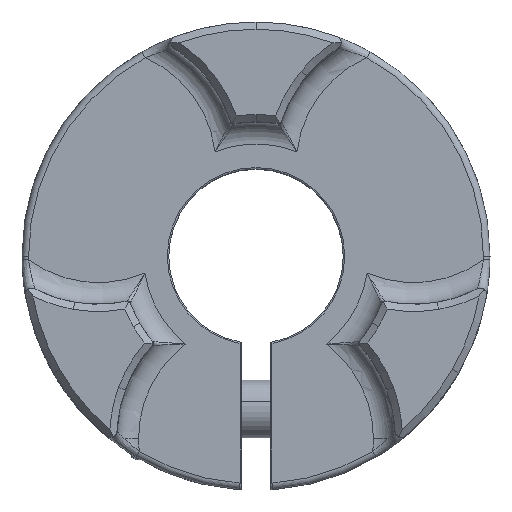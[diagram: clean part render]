
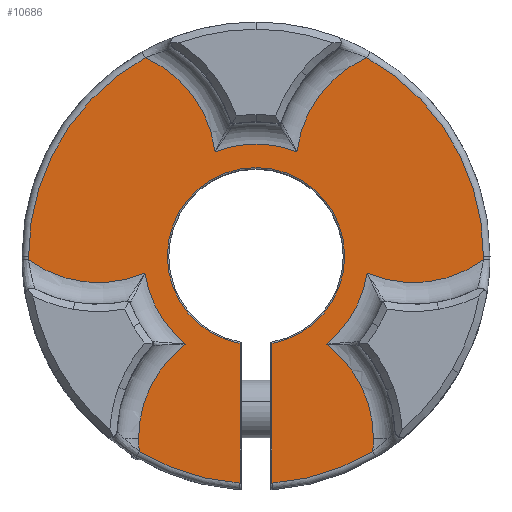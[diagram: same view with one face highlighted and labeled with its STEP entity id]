
A CAD part, top view. The second image highlights one B-rep face of the part: STEP entity #10686.
In plain terms, the highlighted planar face has unit normal (0, 0, 1).
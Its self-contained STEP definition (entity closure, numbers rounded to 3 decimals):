
#7343=CARTESIAN_POINT('',(-1.1,-6.,10.4));
#7344=VERTEX_POINT('',#7343);
#8492=CARTESIAN_POINT('',(-1.1,-15.611,10.4));
#8493=VERTEX_POINT('',#8492);
#8737=CARTESIAN_POINT('',(1.1,-6.,10.4));
#8738=VERTEX_POINT('',#8737);
#8781=CARTESIAN_POINT('',(-6.1,0.,10.4));
#8782=VERTEX_POINT('',#8781);
#8790=CARTESIAN_POINT('',(0.,0.,10.4));
#8791=DIRECTION('',(0.,0.,1.));
#8792=DIRECTION('',(1.,0.,-0.));
#8793=AXIS2_PLACEMENT_3D('',#8790,#8791,#8792);
#8794=CIRCLE('',#8793,6.1);
#8795=EDGE_CURVE('',#8782,#7344,#8794,.T.);
#9853=CARTESIAN_POINT('',(1.1,-15.611,10.4));
#9854=VERTEX_POINT('',#9853);
#9968=CARTESIAN_POINT('',(8.025,-13.436,10.4));
#9969=VERTEX_POINT('',#9968);
#9980=CARTESIAN_POINT('',(0.,0.,10.4));
#9981=DIRECTION('',(-0.,-0.,-1.));
#9982=DIRECTION('',(1.,0.,-0.));
#9983=AXIS2_PLACEMENT_3D('',#9980,#9981,#9982);
#9984=CIRCLE('',#9983,15.65);
#9985=EDGE_CURVE('',#9969,#9854,#9984,.T.);
#10507=CARTESIAN_POINT('',(0.,0.,10.4));
#10508=DIRECTION('',(0.,0.,1.));
#10509=DIRECTION('',(1.,0.,0.));
#10510=AXIS2_PLACEMENT_3D('',#10507,#10508,#10509);
#10511=PLANE('',#10510);
#10512=CARTESIAN_POINT('',(1.1,-115.613,10.4));
#10513=DIRECTION('',(-0.,1.,-0.));
#10514=VECTOR('',#10513,96.113);
#10515=LINE('',#10512,#10514);
#10516=EDGE_CURVE('',#9854,#8738,#10515,.T.);
#10517=ORIENTED_EDGE('',*,*,#10516,.F.);
#10518=ORIENTED_EDGE('',*,*,#9985,.F.);
#10519=CARTESIAN_POINT('',(8.077,-12.52,10.4));
#10520=VERTEX_POINT('',#10519);
#10521=CARTESIAN_POINT('',(-0.,-12.52,10.4));
#10522=DIRECTION('',(-0.,-0.,-1.));
#10523=DIRECTION('',(1.,0.,-0.));
#10524=AXIS2_PLACEMENT_3D('',#10521,#10522,#10523);
#10525=CIRCLE('',#10524,8.077);
#10526=EDGE_CURVE('',#10520,#9969,#10525,.T.);
#10527=ORIENTED_EDGE('',*,*,#10526,.F.);
#10528=CARTESIAN_POINT('',(4.823,-6.041,10.4));
#10529=VERTEX_POINT('',#10528);
#10530=CARTESIAN_POINT('',(-0.,-12.52,10.4));
#10531=DIRECTION('',(-0.,-0.,-1.));
#10532=DIRECTION('',(1.,0.,-0.));
#10533=AXIS2_PLACEMENT_3D('',#10530,#10531,#10532);
#10534=CIRCLE('',#10533,8.077);
#10535=EDGE_CURVE('',#10529,#10520,#10534,.T.);
#10536=ORIENTED_EDGE('',*,*,#10535,.F.);
#10537=CARTESIAN_POINT('',(7.643,-1.156,10.4));
#10538=VERTEX_POINT('',#10537);
#10539=CARTESIAN_POINT('',(0.,0.,10.4));
#10540=DIRECTION('',(-0.,-0.,-1.));
#10541=DIRECTION('',(1.,0.,-0.));
#10542=AXIS2_PLACEMENT_3D('',#10539,#10540,#10541);
#10543=CIRCLE('',#10542,7.73);
#10544=EDGE_CURVE('',#10538,#10529,#10543,.T.);
#10545=ORIENTED_EDGE('',*,*,#10544,.F.);
#10546=CARTESIAN_POINT('',(15.648,-0.232,10.4));
#10547=VERTEX_POINT('',#10546);
#10548=CARTESIAN_POINT('',(10.843,6.26,10.4));
#10549=DIRECTION('',(-0.,-0.,-1.));
#10550=DIRECTION('',(1.,0.,-0.));
#10551=AXIS2_PLACEMENT_3D('',#10548,#10549,#10550);
#10552=CIRCLE('',#10551,8.077);
#10553=EDGE_CURVE('',#10547,#10538,#10552,.T.);
#10554=ORIENTED_EDGE('',*,*,#10553,.F.);
#10555=CARTESIAN_POINT('',(15.65,-0.,10.4));
#10556=VERTEX_POINT('',#10555);
#10557=CARTESIAN_POINT('',(0.,0.,10.4));
#10558=DIRECTION('',(-0.,-0.,-1.));
#10559=DIRECTION('',(1.,0.,-0.));
#10560=AXIS2_PLACEMENT_3D('',#10557,#10558,#10559);
#10561=CIRCLE('',#10560,15.65);
#10562=EDGE_CURVE('',#10556,#10547,#10561,.T.);
#10563=ORIENTED_EDGE('',*,*,#10562,.F.);
#10564=CARTESIAN_POINT('',(7.623,13.668,10.4));
#10565=VERTEX_POINT('',#10564);
#10566=CARTESIAN_POINT('',(0.,0.,10.4));
#10567=DIRECTION('',(-0.,-0.,-1.));
#10568=DIRECTION('',(1.,0.,-0.));
#10569=AXIS2_PLACEMENT_3D('',#10566,#10567,#10568);
#10570=CIRCLE('',#10569,15.65);
#10571=EDGE_CURVE('',#10565,#10556,#10570,.T.);
#10572=ORIENTED_EDGE('',*,*,#10571,.F.);
#10573=CARTESIAN_POINT('',(2.82,7.197,10.4));
#10574=VERTEX_POINT('',#10573);
#10575=CARTESIAN_POINT('',(10.843,6.26,10.4));
#10576=DIRECTION('',(-0.,-0.,-1.));
#10577=DIRECTION('',(1.,0.,-0.));
#10578=AXIS2_PLACEMENT_3D('',#10575,#10576,#10577);
#10579=CIRCLE('',#10578,8.077);
#10580=EDGE_CURVE('',#10574,#10565,#10579,.T.);
#10581=ORIENTED_EDGE('',*,*,#10580,.F.);
#10582=CARTESIAN_POINT('',(-2.82,7.197,10.4));
#10583=VERTEX_POINT('',#10582);
#10584=CARTESIAN_POINT('',(0.,0.,10.4));
#10585=DIRECTION('',(-0.,-0.,-1.));
#10586=DIRECTION('',(1.,0.,-0.));
#10587=AXIS2_PLACEMENT_3D('',#10584,#10585,#10586);
#10588=CIRCLE('',#10587,7.73);
#10589=EDGE_CURVE('',#10583,#10574,#10588,.T.);
#10590=ORIENTED_EDGE('',*,*,#10589,.F.);
#10591=CARTESIAN_POINT('',(-7.623,13.668,10.4));
#10592=VERTEX_POINT('',#10591);
#10593=CARTESIAN_POINT('',(-10.843,6.26,10.4));
#10594=DIRECTION('',(-0.,-0.,-1.));
#10595=DIRECTION('',(1.,0.,-0.));
#10596=AXIS2_PLACEMENT_3D('',#10593,#10594,#10595);
#10597=CIRCLE('',#10596,8.077);
#10598=EDGE_CURVE('',#10592,#10583,#10597,.T.);
#10599=ORIENTED_EDGE('',*,*,#10598,.F.);
#10600=CARTESIAN_POINT('',(-15.65,0.,10.4));
#10601=VERTEX_POINT('',#10600);
#10602=CARTESIAN_POINT('',(0.,0.,10.4));
#10603=DIRECTION('',(-0.,-0.,-1.));
#10604=DIRECTION('',(1.,0.,-0.));
#10605=AXIS2_PLACEMENT_3D('',#10602,#10603,#10604);
#10606=CIRCLE('',#10605,15.65);
#10607=EDGE_CURVE('',#10601,#10592,#10606,.T.);
#10608=ORIENTED_EDGE('',*,*,#10607,.F.);
#10609=CARTESIAN_POINT('',(-15.648,-0.232,10.4));
#10610=VERTEX_POINT('',#10609);
#10611=CARTESIAN_POINT('',(0.,0.,10.4));
#10612=DIRECTION('',(-0.,-0.,-1.));
#10613=DIRECTION('',(1.,0.,-0.));
#10614=AXIS2_PLACEMENT_3D('',#10611,#10612,#10613);
#10615=CIRCLE('',#10614,15.65);
#10616=EDGE_CURVE('',#10610,#10601,#10615,.T.);
#10617=ORIENTED_EDGE('',*,*,#10616,.F.);
#10618=CARTESIAN_POINT('',(-7.643,-1.156,10.4));
#10619=VERTEX_POINT('',#10618);
#10620=CARTESIAN_POINT('',(-10.843,6.26,10.4));
#10621=DIRECTION('',(-0.,-0.,-1.));
#10622=DIRECTION('',(1.,0.,-0.));
#10623=AXIS2_PLACEMENT_3D('',#10620,#10621,#10622);
#10624=CIRCLE('',#10623,8.077);
#10625=EDGE_CURVE('',#10619,#10610,#10624,.T.);
#10626=ORIENTED_EDGE('',*,*,#10625,.F.);
#10627=CARTESIAN_POINT('',(-4.823,-6.041,10.4));
#10628=VERTEX_POINT('',#10627);
#10629=CARTESIAN_POINT('',(0.,0.,10.4));
#10630=DIRECTION('',(-0.,-0.,-1.));
#10631=DIRECTION('',(1.,0.,-0.));
#10632=AXIS2_PLACEMENT_3D('',#10629,#10630,#10631);
#10633=CIRCLE('',#10632,7.73);
#10634=EDGE_CURVE('',#10628,#10619,#10633,.T.);
#10635=ORIENTED_EDGE('',*,*,#10634,.F.);
#10636=CARTESIAN_POINT('',(-8.077,-12.52,10.4));
#10637=VERTEX_POINT('',#10636);
#10638=CARTESIAN_POINT('',(-0.,-12.52,10.4));
#10639=DIRECTION('',(-0.,-0.,-1.));
#10640=DIRECTION('',(1.,0.,-0.));
#10641=AXIS2_PLACEMENT_3D('',#10638,#10639,#10640);
#10642=CIRCLE('',#10641,8.077);
#10643=EDGE_CURVE('',#10637,#10628,#10642,.T.);
#10644=ORIENTED_EDGE('',*,*,#10643,.F.);
#10645=CARTESIAN_POINT('',(-8.025,-13.436,10.4));
#10646=VERTEX_POINT('',#10645);
#10647=CARTESIAN_POINT('',(-0.,-12.52,10.4));
#10648=DIRECTION('',(-0.,-0.,-1.));
#10649=DIRECTION('',(1.,0.,-0.));
#10650=AXIS2_PLACEMENT_3D('',#10647,#10648,#10649);
#10651=CIRCLE('',#10650,8.077);
#10652=EDGE_CURVE('',#10646,#10637,#10651,.T.);
#10653=ORIENTED_EDGE('',*,*,#10652,.F.);
#10654=CARTESIAN_POINT('',(0.,0.,10.4));
#10655=DIRECTION('',(-0.,-0.,-1.));
#10656=DIRECTION('',(1.,0.,-0.));
#10657=AXIS2_PLACEMENT_3D('',#10654,#10655,#10656);
#10658=CIRCLE('',#10657,15.65);
#10659=EDGE_CURVE('',#8493,#10646,#10658,.T.);
#10660=ORIENTED_EDGE('',*,*,#10659,.F.);
#10661=CARTESIAN_POINT('',(-1.1,-19.5,10.4));
#10662=DIRECTION('',(-0.,-1.,-0.));
#10663=VECTOR('',#10662,96.113);
#10664=LINE('',#10661,#10663);
#10665=EDGE_CURVE('',#7344,#8493,#10664,.T.);
#10666=ORIENTED_EDGE('',*,*,#10665,.F.);
#10667=ORIENTED_EDGE('',*,*,#8795,.F.);
#10668=CARTESIAN_POINT('',(6.1,-0.,10.4));
#10669=VERTEX_POINT('',#10668);
#10670=CARTESIAN_POINT('',(0.,0.,10.4));
#10671=DIRECTION('',(0.,0.,1.));
#10672=DIRECTION('',(1.,0.,-0.));
#10673=AXIS2_PLACEMENT_3D('',#10670,#10671,#10672);
#10674=CIRCLE('',#10673,6.1);
#10675=EDGE_CURVE('',#10669,#8782,#10674,.T.);
#10676=ORIENTED_EDGE('',*,*,#10675,.F.);
#10677=CARTESIAN_POINT('',(0.,0.,10.4));
#10678=DIRECTION('',(0.,0.,1.));
#10679=DIRECTION('',(1.,0.,-0.));
#10680=AXIS2_PLACEMENT_3D('',#10677,#10678,#10679);
#10681=CIRCLE('',#10680,6.1);
#10682=EDGE_CURVE('',#8738,#10669,#10681,.T.);
#10683=ORIENTED_EDGE('',*,*,#10682,.F.);
#10684=EDGE_LOOP('',(#10517,#10518,#10527,#10536,#10545,#10554,#10563,#10572,#10581,#10590,#10599,#10608,#10617,#10626,#10635,#10644,#10653,#10660,#10666,#10667,#10676,#10683));
#10685=FACE_BOUND('',#10684,.T.);
#10686=ADVANCED_FACE('',(#10685),#10511,.T.);
